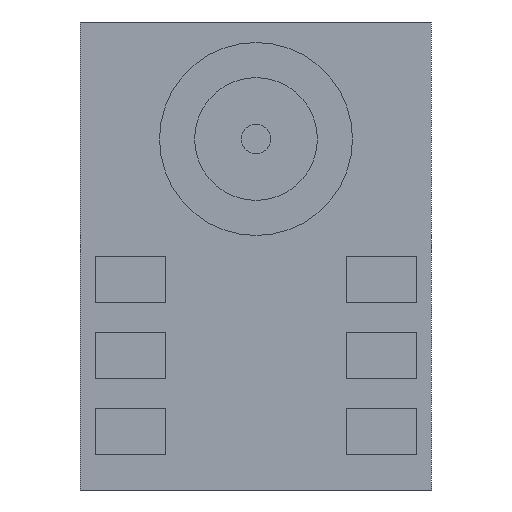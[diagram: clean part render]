
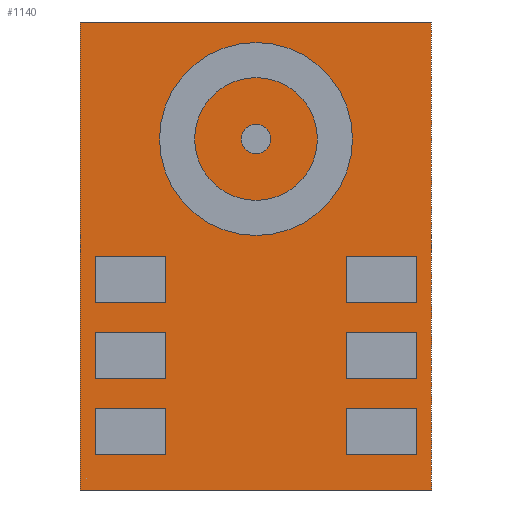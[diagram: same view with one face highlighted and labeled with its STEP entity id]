
A CAD part, front view. The second image highlights one B-rep face of the part: STEP entity #1140.
In plain terms, the highlighted planar face has unit normal (0, -1, 0).
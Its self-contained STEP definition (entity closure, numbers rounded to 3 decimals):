
#29=FACE_BOUND('',#206,.T.);
#74=PLANE('',#1247);
#132=FACE_OUTER_BOUND('',#205,.T.);
#205=EDGE_LOOP('',(#903,#904,#905,#906));
#206=EDGE_LOOP('',(#907));
#306=LINE('',#1772,#425);
#310=LINE('',#1780,#429);
#313=LINE('',#1786,#432);
#316=LINE('',#1791,#435);
#425=VECTOR('',#1460,10.);
#429=VECTOR('',#1466,10.);
#432=VECTOR('',#1471,10.);
#435=VECTOR('',#1476,10.);
#473=CIRCLE('',#1240,0.125);
#543=VERTEX_POINT('',#1764);
#545=VERTEX_POINT('',#1770);
#546=VERTEX_POINT('',#1771);
#549=VERTEX_POINT('',#1779);
#551=VERTEX_POINT('',#1785);
#659=EDGE_CURVE('',#543,#543,#473,.T.);
#662=EDGE_CURVE('',#545,#546,#306,.T.);
#666=EDGE_CURVE('',#549,#545,#310,.T.);
#669=EDGE_CURVE('',#551,#549,#313,.T.);
#672=EDGE_CURVE('',#546,#551,#316,.T.);
#903=ORIENTED_EDGE('',*,*,#672,.F.);
#904=ORIENTED_EDGE('',*,*,#662,.F.);
#905=ORIENTED_EDGE('',*,*,#666,.F.);
#906=ORIENTED_EDGE('',*,*,#669,.F.);
#907=ORIENTED_EDGE('',*,*,#659,.T.);
#1140=ADVANCED_FACE('',(#132,#29),#74,.F.);
#1240=AXIS2_PLACEMENT_3D('',#1765,#1453,#1454);
#1247=AXIS2_PLACEMENT_3D('',#1794,#1480,#1481);
#1453=DIRECTION('center_axis',(0.,1.,0.));
#1454=DIRECTION('ref_axis',(1.,0.,0.));
#1460=DIRECTION('',(0.,0.,-1.));
#1466=DIRECTION('',(1.,0.,0.));
#1471=DIRECTION('',(0.,0.,1.));
#1476=DIRECTION('',(-1.,0.,0.));
#1480=DIRECTION('center_axis',(0.,1.,0.));
#1481=DIRECTION('ref_axis',(0.,0.,1.));
#1764=CARTESIAN_POINT('',(-1.625,0.,3.));
#1765=CARTESIAN_POINT('Origin',(-1.5,0.,3.));
#1770=CARTESIAN_POINT('',(0.,0.,4.));
#1771=CARTESIAN_POINT('',(0.,0.,0.));
#1772=CARTESIAN_POINT('',(0.,0.,4.));
#1779=CARTESIAN_POINT('',(-3.,0.,4.));
#1780=CARTESIAN_POINT('',(-3.,0.,4.));
#1785=CARTESIAN_POINT('',(-3.,0.,0.));
#1786=CARTESIAN_POINT('',(-3.,0.,0.));
#1791=CARTESIAN_POINT('',(0.,0.,0.));
#1794=CARTESIAN_POINT('Origin',(-1.5,0.,2.));
